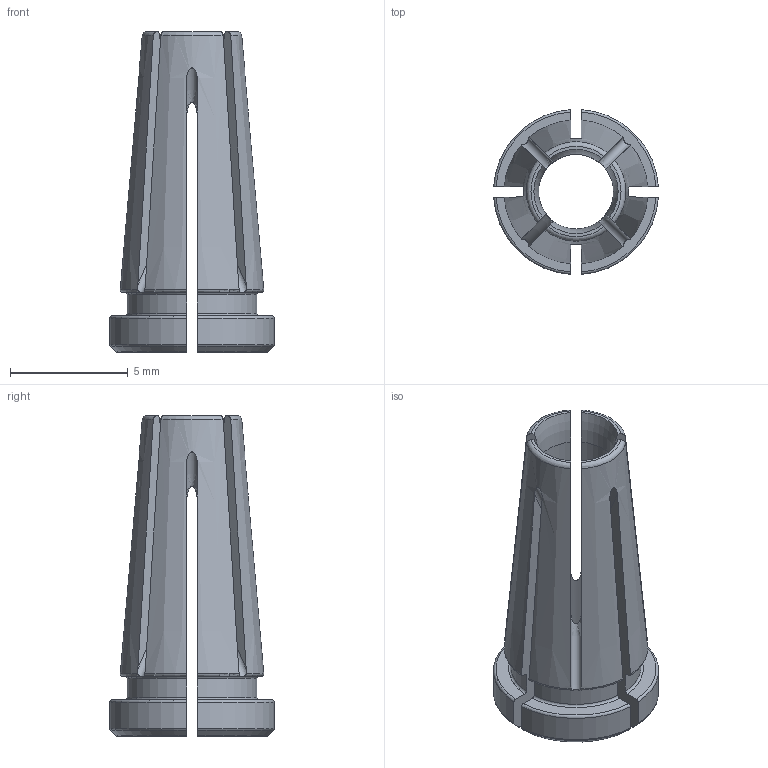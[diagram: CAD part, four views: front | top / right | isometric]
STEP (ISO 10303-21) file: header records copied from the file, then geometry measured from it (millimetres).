
FILE_DESCRIPTION(/* description */ (''),/* implementation_level */ '2;1');
FILE_NAME(/* name */ '160603180.stp',/* time_stamp */ '2022-05-06T10:16:31',/* author */ ('LRA'),/* organization */ ('REGO-FIX'),/* preprocessor_version */ ' Unknown',/* originating_system */ 'SIEMENS PLM Software Solid Edge ST10',/* authorization */ 'Unknown');
FILE_SCHEMA (('AUTOMOTIVE_DESIGN { 1 0 10303 214 2 1 1}'));
Length unit declared in the file: millimetre
Products named in the file (1): 0026034
Bounding box: 6.99 x 6.99 x 13.6 mm (x, y, z)
Volume: 165.8 mm3; surface area: 520.1 mm2
Topology: 1 solids, 1 shells, 93 faces, 279 edges, 186 vertices
Faces by surface type: torus 44, plane 32, cylinder 9, cone 8
Full cylindrical faces by diameter (mm): 3.175 x1
Entity records: 3390 total; most frequent: CARTESIAN_POINT 997, ORIENTED_EDGE 552, DIRECTION 442, EDGE_CURVE 276, AXIS2_PLACEMENT_3D 189, VERTEX_POINT 184, B_SPLINE_CURVE_WITH_KNOTS 120, EDGE_LOOP 94
